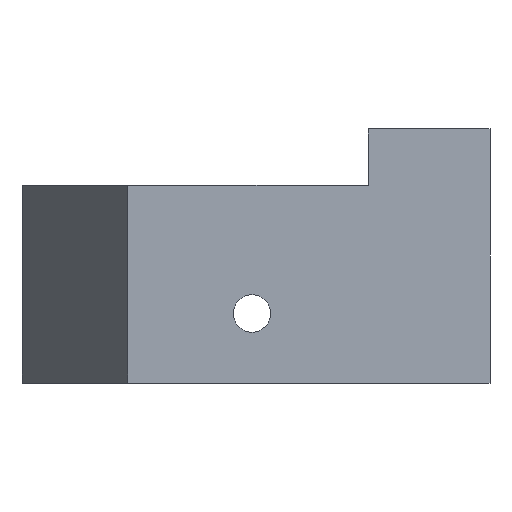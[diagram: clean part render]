
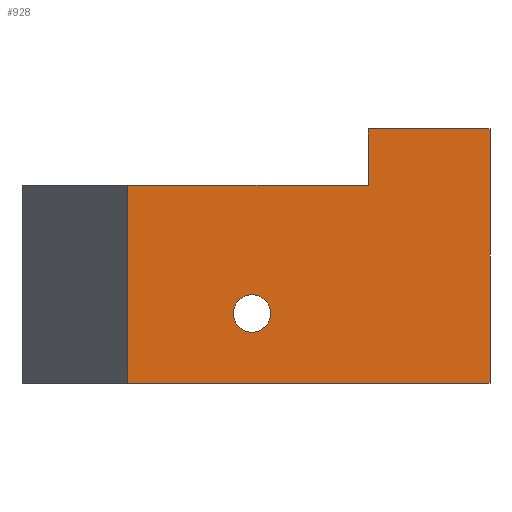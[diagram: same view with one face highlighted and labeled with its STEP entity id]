
A CAD part, front view. The second image highlights one B-rep face of the part: STEP entity #928.
In plain terms, the highlighted planar face has unit normal (0, -1, 0).
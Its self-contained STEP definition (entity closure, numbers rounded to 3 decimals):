
#36=FACE_BOUND('',#149,.T.);
#46=CIRCLE('',#971,1.4);
#96=FACE_OUTER_BOUND('',#148,.T.);
#148=EDGE_LOOP('',(#829,#830,#831,#832,#833,#834));
#149=EDGE_LOOP('',(#835));
#172=LINE('',#1292,#282);
#184=LINE('',#1317,#294);
#233=LINE('',#1487,#343);
#247=LINE('',#1514,#357);
#261=LINE('',#1545,#371);
#262=LINE('',#1547,#372);
#282=VECTOR('',#1047,10.);
#294=VECTOR('',#1065,10.);
#343=VECTOR('',#1178,10.);
#357=VECTOR('',#1200,10.);
#371=VECTOR('',#1238,10.);
#372=VECTOR('',#1241,10.);
#390=VERTEX_POINT('',#1289);
#391=VERTEX_POINT('',#1291);
#401=VERTEX_POINT('',#1314);
#417=VERTEX_POINT('',#1399);
#443=VERTEX_POINT('',#1479);
#446=VERTEX_POINT('',#1485);
#455=VERTEX_POINT('',#1512);
#482=EDGE_CURVE('',#391,#390,#172,.T.);
#495=EDGE_CURVE('',#401,#391,#184,.T.);
#515=EDGE_CURVE('',#417,#417,#46,.T.);
#560=EDGE_CURVE('',#443,#446,#233,.T.);
#575=EDGE_CURVE('',#455,#446,#247,.T.);
#591=EDGE_CURVE('',#390,#443,#261,.T.);
#592=EDGE_CURVE('',#455,#401,#262,.T.);
#829=ORIENTED_EDGE('',*,*,#482,.T.);
#830=ORIENTED_EDGE('',*,*,#591,.T.);
#831=ORIENTED_EDGE('',*,*,#560,.T.);
#832=ORIENTED_EDGE('',*,*,#575,.F.);
#833=ORIENTED_EDGE('',*,*,#592,.T.);
#834=ORIENTED_EDGE('',*,*,#495,.T.);
#835=ORIENTED_EDGE('',*,*,#515,.T.);
#887=PLANE('',#1009);
#928=ADVANCED_FACE('',(#96,#36),#887,.T.);
#971=AXIS2_PLACEMENT_3D('',#1400,#1098,#1099);
#1009=AXIS2_PLACEMENT_3D('',#1546,#1239,#1240);
#1047=DIRECTION('',(-1.,0.,0.));
#1065=DIRECTION('',(0.,0.,-1.));
#1098=DIRECTION('center_axis',(0.,1.,0.));
#1099=DIRECTION('ref_axis',(-1.,0.,0.));
#1178=DIRECTION('',(1.,0.,0.));
#1200=DIRECTION('',(0.,0.,-1.));
#1238=DIRECTION('',(0.,0.,-1.));
#1239=DIRECTION('center_axis',(0.,-1.,0.));
#1240=DIRECTION('ref_axis',(-1.,0.,0.));
#1241=DIRECTION('',(-1.,0.,0.));
#1289=CARTESIAN_POINT('',(-9.3,-44.6,-4.216));
#1291=CARTESIAN_POINT('',(8.7,-44.6,-4.216));
#1292=CARTESIAN_POINT('',(13.25,-44.6,-4.216));
#1314=CARTESIAN_POINT('',(8.7,-44.6,0.));
#1317=CARTESIAN_POINT('',(8.7,-44.6,1.5));
#1399=CARTESIAN_POINT('',(1.4,-44.6,-13.8));
#1400=CARTESIAN_POINT('Origin',(0.,-44.6,
-13.8));
#1479=CARTESIAN_POINT('',(-9.3,-44.6,-19.));
#1485=CARTESIAN_POINT('',(17.8,-44.6,-19.));
#1487=CARTESIAN_POINT('',(9.05,-44.6,-19.));
#1512=CARTESIAN_POINT('',(17.8,-44.6,0.));
#1514=CARTESIAN_POINT('',(17.8,-44.6,0.));
#1545=CARTESIAN_POINT('',(-9.3,-44.6,0.));
#1546=CARTESIAN_POINT('Origin',(17.8,-44.6,0.));
#1547=CARTESIAN_POINT('',(17.8,-44.6,0.));
